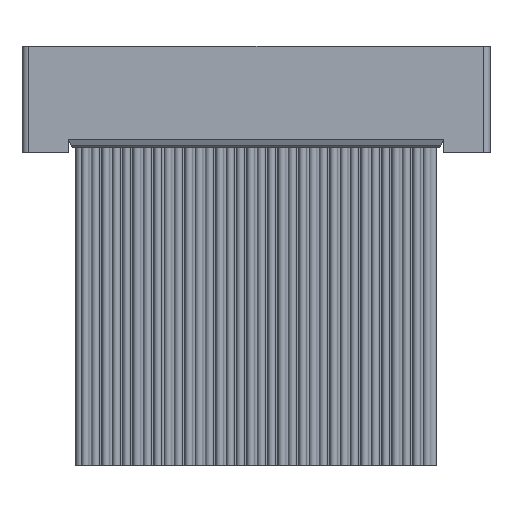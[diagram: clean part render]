
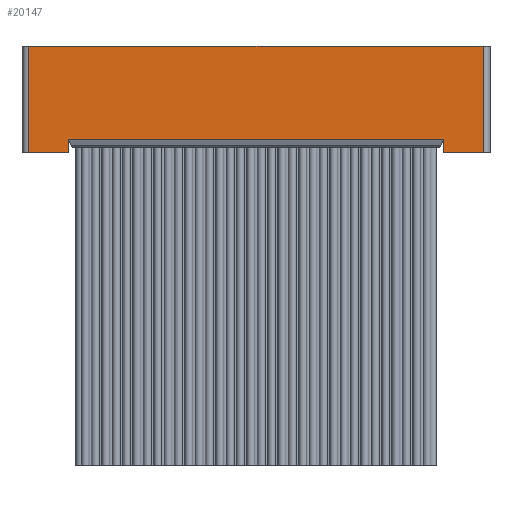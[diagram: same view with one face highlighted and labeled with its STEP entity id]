
A CAD part, front view. The second image highlights one B-rep face of the part: STEP entity #20147.
In plain terms, the highlighted planar face has unit normal (0, -1, 0).
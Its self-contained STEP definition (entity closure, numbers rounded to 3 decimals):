
#917=DIRECTION('',(1.,0.,0.));
#918=VECTOR('',#917,27.88);
#919=CARTESIAN_POINT('',(-12.966,-1.002,41.53));
#920=LINE('',#919,#918);
#921=DIRECTION('',(-1.,0.,0.));
#922=VECTOR('',#921,2.45);
#923=CARTESIAN_POINT('',(-10.516,-1.002,35.03));
#924=LINE('',#923,#922);
#929=DIRECTION('',(0.,0.,1.));
#930=VECTOR('',#929,6.5);
#931=CARTESIAN_POINT('',(14.914,-1.002,35.03));
#932=LINE('',#931,#930);
#994=DIRECTION('',(0.,0.,1.));
#995=VECTOR('',#994,0.8);
#996=CARTESIAN_POINT('',(-10.516,-1.002,35.03));
#997=LINE('',#996,#995);
#1006=DIRECTION('',(-1.,0.,0.));
#1007=VECTOR('',#1006,22.98);
#1008=CARTESIAN_POINT('',(12.464,-1.002,35.83));
#1009=LINE('',#1008,#1007);
#1022=DIRECTION('',(0.,0.,-1.));
#1023=VECTOR('',#1022,0.8);
#1024=CARTESIAN_POINT('',(12.464,-1.002,35.83));
#1025=LINE('',#1024,#1023);
#1035=DIRECTION('',(1.,0.,0.));
#1036=VECTOR('',#1035,2.45);
#1037=CARTESIAN_POINT('',(12.464,-1.002,35.03));
#1038=LINE('',#1037,#1036);
#6295=DIRECTION('',(0.,0.,-1.));
#6296=VECTOR('',#6295,6.5);
#6297=CARTESIAN_POINT('',(-12.966,-1.002,41.53));
#6298=LINE('',#6297,#6296);
#13717=CARTESIAN_POINT('',(14.914,-1.002,41.53));
#13718=VERTEX_POINT('',#13717);
#13719=CARTESIAN_POINT('',(-12.966,-1.002,41.53));
#13720=VERTEX_POINT('',#13719);
#13757=CARTESIAN_POINT('',(-10.516,-1.002,35.03));
#13758=CARTESIAN_POINT('',(-12.966,-1.002,35.03));
#13759=VERTEX_POINT('',#13757);
#13760=VERTEX_POINT('',#13758);
#13769=CARTESIAN_POINT('',(-10.516,-1.002,35.83));
#13770=VERTEX_POINT('',#13769);
#13771=CARTESIAN_POINT('',(12.464,-1.002,35.83));
#13772=VERTEX_POINT('',#13771);
#13773=CARTESIAN_POINT('',(12.464,-1.002,35.03));
#13774=VERTEX_POINT('',#13773);
#13775=CARTESIAN_POINT('',(14.914,-1.002,35.03));
#13776=VERTEX_POINT('',#13775);
#20126=CARTESIAN_POINT('',(0.974,-1.002,38.28));
#20127=DIRECTION('',(0.,1.,0.));
#20128=DIRECTION('',(0.,0.,1.));
#20129=AXIS2_PLACEMENT_3D('',#20126,#20127,#20128);
#20130=PLANE('',#20129);
#20131=ORIENTED_EDGE('',*,*,#20038,.T.);
#20133=ORIENTED_EDGE('',*,*,#20132,.F.);
#20135=ORIENTED_EDGE('',*,*,#20134,.F.);
#20137=ORIENTED_EDGE('',*,*,#20136,.F.);
#20139=ORIENTED_EDGE('',*,*,#20138,.T.);
#20141=ORIENTED_EDGE('',*,*,#20140,.F.);
#20142=ORIENTED_EDGE('',*,*,#20106,.T.);
#20144=ORIENTED_EDGE('',*,*,#20143,.F.);
#20145=EDGE_LOOP('',(#20131,#20133,#20135,#20137,#20139,#20141,#20142,#20144));
#20146=FACE_OUTER_BOUND('',#20145,.F.);
#20038=EDGE_CURVE('',#13720,#13718,#920,.T.);
#20106=EDGE_CURVE('',#13759,#13760,#924,.T.);
#20132=EDGE_CURVE('',#13776,#13718,#932,.T.);
#20134=EDGE_CURVE('',#13774,#13776,#1038,.T.);
#20136=EDGE_CURVE('',#13772,#13774,#1025,.T.);
#20138=EDGE_CURVE('',#13772,#13770,#1009,.T.);
#20140=EDGE_CURVE('',#13759,#13770,#997,.T.);
#20143=EDGE_CURVE('',#13720,#13760,#6298,.T.);
#20147=ADVANCED_FACE('',(#20146),#20130,.F.);
